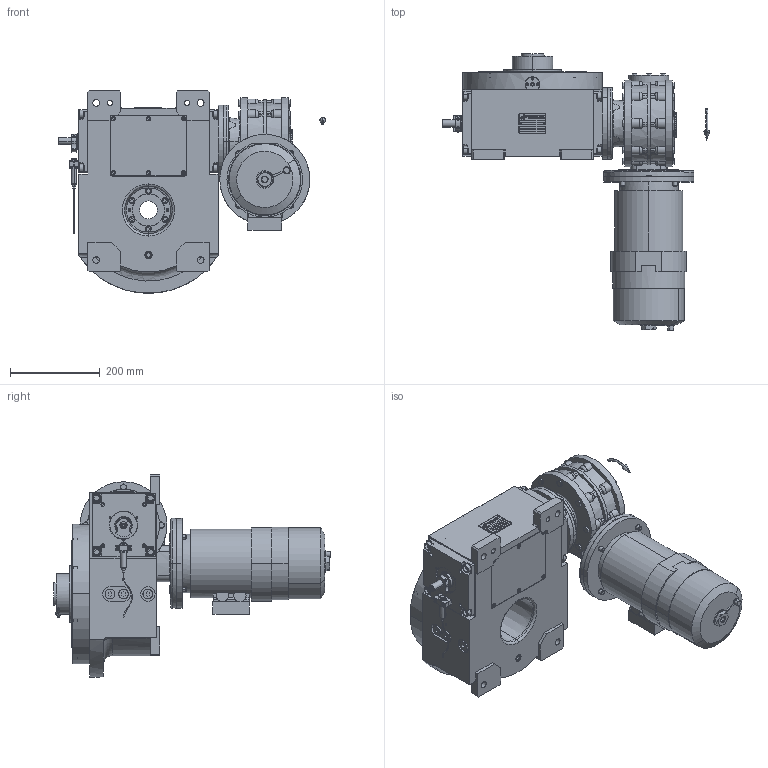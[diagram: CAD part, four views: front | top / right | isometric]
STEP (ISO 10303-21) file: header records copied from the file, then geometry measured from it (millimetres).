
FILE_DESCRIPTION (( 'STEP AP203' ), '1' );
FILE_NAME ('PC5201578.step', '2025-10-15T09:34:37', ( '' ), ( '' ), 'SwSTEP 2.0', 'SolidWorks 2020', '' );
FILE_SCHEMA (( 'CONFIG_CONTROL_DESIGN' ));
Length unit declared in the file: millimetre
Products named in the file (93): CFN2000_01_185.stp; cfn2000_01_126; cfn2000_01_099; rig09_004; AS_rig09_002_bl_008; AS_rig09_004; BA80B5; CFN2010_02_002.stp; cfn2000_01_081; cfn2400_04_003; cfn2151_01_170; rig09_007_master; CFN2155_01_195.stp; cfn2107_01_001; rig09_014; cfn2003_01_054; cfn2276_01_056; rig09_002_bl_008; CFN2223_02_004.stp; rig09_016; freccia_angolare_albero; RMI85_F3_DX_80B5; cfn2115_02_145; cfn2104_01_005; cfn2155_01_196; AS_900_38_30_003; RIG09_021_AF0.stp; AS_900_38_11_06_4; CFN2356_03_053.stp; cfn2401_01_003; AS_rig09_014; cfn2151_01_115; cfn2115_02_057; rig09_001_a; cfn2104_01_018; RIG09_005_ASM.stp; cfn2000_01_161; AS_cfn2476_01_002_60x46; cfn2077_01_036; rig09_071_10_m.stp ...
Assembly tree (82 placements, depth 5):
  cfn2151_01_170
  rig09_007_master
  cfn2276_01_056
  CFN2223_02_004.stp
  CFN2356_03_053.stp
Bounding box: 594.5 x 614.38 x 450 mm (x, y, z)
Volume: 15884481.3 mm3; surface area: 1908620.2 mm2
Topology: 72 solids, 74 shells, 3569 faces, 8906 edges, 5738 vertices
Faces by surface type: plane 1700, cylinder 1134, cone 469, torus 225, bspline 37, sphere 4
Entity records: 134396 total; most frequent: CARTESIAN_POINT 40831, DIRECTION 17407, ORIENTED_EDGE 17388, EDGE_CURVE 8696, AXIS2_PLACEMENT_3D 6324, VERTEX_POINT 5653, VECTOR 4759, LINE 4759
